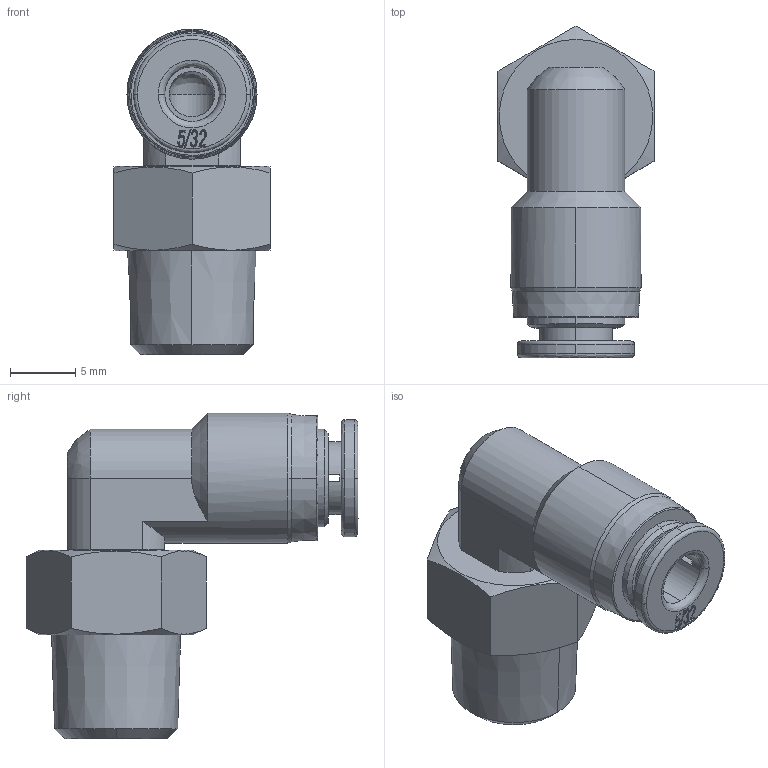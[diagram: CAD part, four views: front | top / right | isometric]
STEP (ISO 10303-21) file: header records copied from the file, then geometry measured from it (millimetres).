
FILE_DESCRIPTION (( 'STEP AP214' ), '1' );
FILE_NAME ('ME532-18N-SS.step', '2018-03-13T19:24:29', ( '' ), ( '' ), 'SwSTEP 2.0', 'SolidWorks 2017', '' );
FILE_SCHEMA (( 'AUTOMOTIVE_DESIGN' ));
Length unit declared in the file: inch
Products named in the file (1): ME532-18N-SS
Bounding box: 12 x 25.53 x 25.05 mm (x, y, z)
Volume: 2323.7 mm3; surface area: 2313.2 mm2
Topology: 2 solids, 2 shells, 153 faces, 402 edges, 262 vertices
Faces by surface type: bspline 52, plane 51, cylinder 27, cone 23
Entity records: 5682 total; most frequent: CARTESIAN_POINT 2244, ORIENTED_EDGE 800, DIRECTION 551, EDGE_CURVE 400, VERTEX_POINT 262, AXIS2_PLACEMENT_3D 209, EDGE_LOOP 172, FACE_OUTER_BOUND 153
